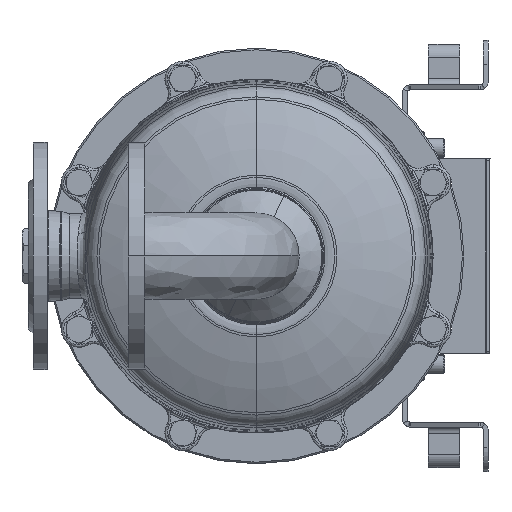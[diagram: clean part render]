
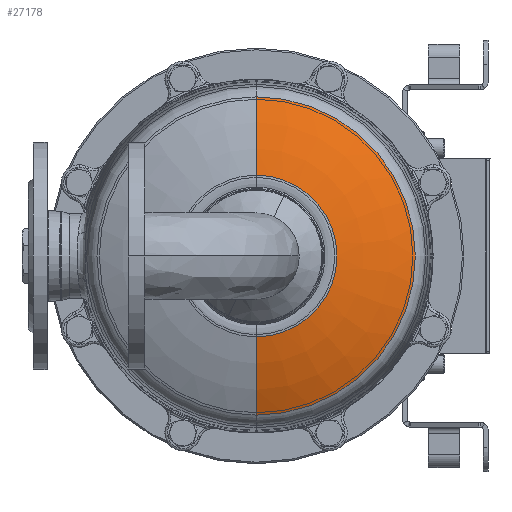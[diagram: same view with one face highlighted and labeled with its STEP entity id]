
A CAD part, left-side view. The second image highlights one B-rep face of the part: STEP entity #27178.
In plain terms, the highlighted toroidal (fillet/blend) face has major radius 12.127 mm and minor radius 200 mm.
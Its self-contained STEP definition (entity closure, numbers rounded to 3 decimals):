
#170 = EDGE_CURVE ( 'NONE', #20040, #85596, #97531, .T. ) ;
#6589 = ORIENTED_EDGE ( 'NONE', *, *, #170, .F. ) ;
#6832 = AXIS2_PLACEMENT_3D ( 'NONE', #82845, #61615, #14923 ) ;
#8280 = CARTESIAN_POINT ( 'NONE',  ( -58.088, 0., 49.775 ) ) ;
#8518 = AXIS2_PLACEMENT_3D ( 'NONE', #43603, #52474, #59927 ) ;
#9359 = CARTESIAN_POINT ( 'NONE',  ( 138.336, 0., -12.127 ) ) ;
#9736 = VERTEX_POINT ( 'NONE', #84188 ) ;
#11391 = ORIENTED_EDGE ( 'NONE', *, *, #27798, .F. ) ;
#14923 = DIRECTION ( 'NONE',  ( 0., 0., 1. ) ) ;
#20040 = VERTEX_POINT ( 'NONE', #63941 ) ;
#27178 = ADVANCED_FACE ( 'NONE', ( #81287 ), #39791, .T. ) ;
#27798 = EDGE_CURVE ( 'NONE', #50213, #20040, #73977, .T. ) ;
#28657 = EDGE_CURVE ( 'NONE', #9736, #85596, #41995, .T. ) ;
#29554 = DIRECTION ( 'NONE',  ( 0., 0., 1. ) ) ;
#39523 = CARTESIAN_POINT ( 'NONE',  ( -42.275, 0., -98.031 ) ) ;
#39791 = TOROIDAL_SURFACE ( 'NONE', #50215, 12.127, 200. ) ;
#40066 = EDGE_CURVE ( 'NONE', #50213, #9736, #74051, .T. ) ;
#41830 = DIRECTION ( 'NONE',  ( 0., 0., 1. ) ) ;
#41995 = CIRCLE ( 'NONE', #8518, 200. ) ;
#43603 = CARTESIAN_POINT ( 'NONE',  ( 138.336, 0., 12.127 ) ) ;
#50213 = VERTEX_POINT ( 'NONE', #39523 ) ;
#50215 = AXIS2_PLACEMENT_3D ( 'NONE', #59595, #91998, #29554 ) ;
#52474 = DIRECTION ( 'NONE',  ( 0., -1., 0. ) ) ;
#56070 = DIRECTION ( 'NONE',  ( 0., 1., 0. ) ) ;
#59595 = CARTESIAN_POINT ( 'NONE',  ( 138.336, 0., 0. ) ) ;
#59927 = DIRECTION ( 'NONE',  ( 0., 0., -1. ) ) ;
#61615 = DIRECTION ( 'NONE',  ( -1., 0., 0. ) ) ;
#63941 = CARTESIAN_POINT ( 'NONE',  ( -58.088, 0., -49.775 ) ) ;
#71766 = DIRECTION ( 'NONE',  ( 0., 0., 1. ) ) ;
#73822 = AXIS2_PLACEMENT_3D ( 'NONE', #9359, #56070, #71766 ) ;
#73977 = CIRCLE ( 'NONE', #73822, 200. ) ;
#74051 = CIRCLE ( 'NONE', #84006, 98.031 ) ;
#76128 = ORIENTED_EDGE ( 'NONE', *, *, #28657, .T. ) ;
#76354 = ORIENTED_EDGE ( 'NONE', *, *, #40066, .T. ) ;
#81287 = FACE_OUTER_BOUND ( 'NONE', #86836, .T. ) ;
#82845 = CARTESIAN_POINT ( 'NONE',  ( -58.088, 0., 0. ) ) ;
#84006 = AXIS2_PLACEMENT_3D ( 'NONE', #96448, #87615, #41830 ) ;
#84188 = CARTESIAN_POINT ( 'NONE',  ( -42.275, 0., 98.031 ) ) ;
#85596 = VERTEX_POINT ( 'NONE', #8280 ) ;
#86836 = EDGE_LOOP ( 'NONE', ( #11391, #76354, #76128, #6589 ) ) ;
#87615 = DIRECTION ( 'NONE',  ( -1., 0., 0. ) ) ;
#91998 = DIRECTION ( 'NONE',  ( -1., 0., 0. ) ) ;
#96448 = CARTESIAN_POINT ( 'NONE',  ( -42.275, 0., 0. ) ) ;
#97531 = CIRCLE ( 'NONE', #6832, 49.775 ) ;
